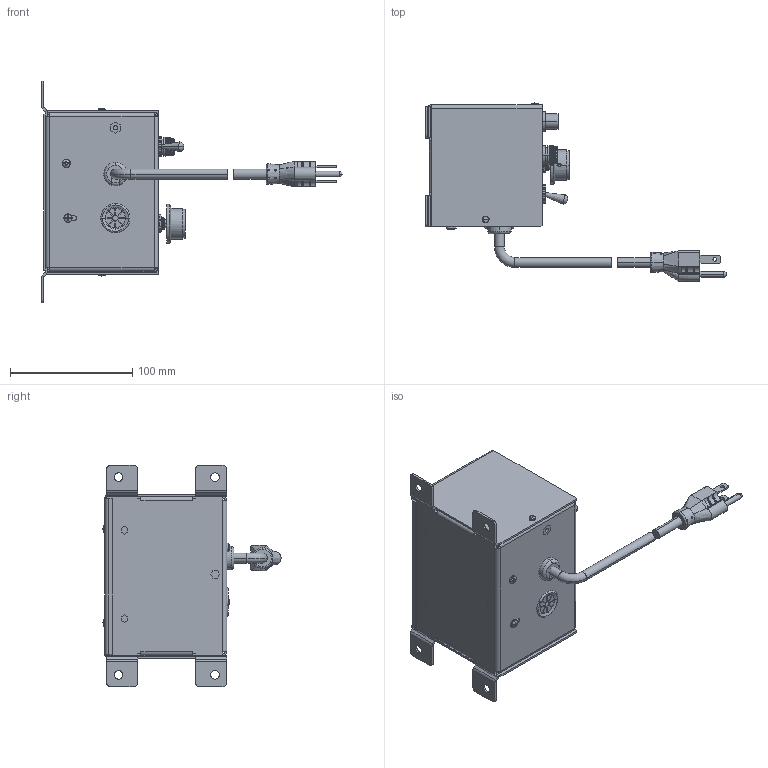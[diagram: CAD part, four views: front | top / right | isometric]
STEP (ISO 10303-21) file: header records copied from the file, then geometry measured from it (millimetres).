
FILE_DESCRIPTION (( 'STEP AP203' ), '1' );
FILE_NAME ('INFM0032.STEP', '2013-03-06T15:02:33', ( 'Admin' ), ( 'Bodine Electric Company' ), 'SwSTEP 2.0', 'SolidWorks 2012', '' );
FILE_SCHEMA (( 'CONFIG_CONTROL_DESIGN' ));
Products named in the file (16): INFM0032; 455CN001_45500010; 45500009_45500009; 541aa010_54101037; 45500025_45500025; 45200186_45200186; 45600017_45600017; 45610012_45610012; 44390038_44390038; 45500110_45500110; 45320045_45320045; 45400004_45400004; 491AZ012_491AZ012; 57315688_57315688; 43400155_43400155; 43400154_43400154
Assembly tree (19 placements, depth 2):
  INFM0032
    43400154_43400154
    43400155_43400155
    57315688_57315688
    491AZ012_491AZ012
    45400004_45400004
    45320045_45320045
    45500110_45500110
    44390038_44390038
    45610012_45610012
    45600017_45600017
    45200186_45200186
    45500025_45500025  x4
    541aa010_54101037  x2
    45500009_45500009
    455CN001_45500010
Bounding box: 245.75 x 145.55 x 180.75 mm (x, y, z)
Volume: 167775.3 mm3; surface area: 187965.4 mm2
Topology: 34 solids, 42 shells, 2304 faces, 6064 edges, 3899 vertices
Faces by surface type: plane 1308, cylinder 629, bspline 193, cone 83, torus 73, sphere 18
Entity records: 89351 total; most frequent: CARTESIAN_POINT 33223, ORIENTED_EDGE 11748, DIRECTION 10741, EDGE_CURVE 5877, VERTEX_POINT 3794, LINE 3597, VECTOR 3597, AXIS2_PLACEMENT_3D 3572
